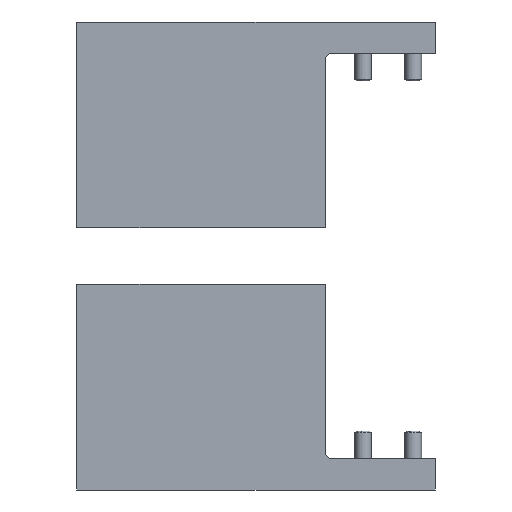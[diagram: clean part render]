
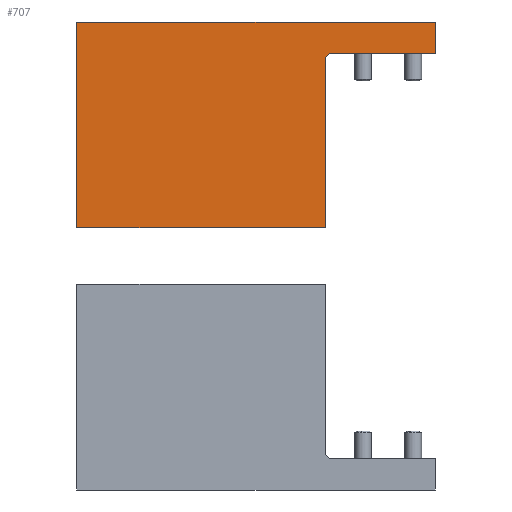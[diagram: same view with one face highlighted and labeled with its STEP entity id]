
A CAD part, left-side view. The second image highlights one B-rep face of the part: STEP entity #707.
In plain terms, the highlighted planar face has unit normal (-1, 0, 0).
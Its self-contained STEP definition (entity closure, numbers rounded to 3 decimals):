
#159=ORIENTED_EDGE('',*,*,#284,.F.);
#160=ORIENTED_EDGE('',*,*,#309,.F.);
#161=ORIENTED_EDGE('',*,*,#306,.F.);
#162=ORIENTED_EDGE('',*,*,#303,.F.);
#163=ORIENTED_EDGE('',*,*,#300,.F.);
#164=ORIENTED_EDGE('',*,*,#295,.F.);
#165=ORIENTED_EDGE('',*,*,#290,.F.);
#284=EDGE_CURVE('',#367,#368,#428,.T.);
#290=EDGE_CURVE('',#368,#373,#432,.T.);
#295=EDGE_CURVE('',#373,#377,#435,.T.);
#300=EDGE_CURVE('',#377,#381,#438,.T.);
#303=EDGE_CURVE('',#381,#383,#441,.T.);
#306=EDGE_CURVE('',#383,#385,#444,.T.);
#309=EDGE_CURVE('',#385,#367,#447,.T.);
#367=VERTEX_POINT('',#1114);
#368=VERTEX_POINT('',#1115);
#373=VERTEX_POINT('',#1127);
#377=VERTEX_POINT('',#1137);
#381=VERTEX_POINT('',#1147);
#383=VERTEX_POINT('',#1153);
#385=VERTEX_POINT('',#1159);
#428=LINE('',#1113,#467);
#432=LINE('',#1126,#471);
#435=LINE('',#1136,#474);
#438=LINE('',#1146,#477);
#441=LINE('',#1152,#480);
#444=LINE('',#1158,#483);
#447=LINE('',#1164,#486);
#467=VECTOR('',#880,1000.);
#471=VECTOR('',#890,1000.);
#474=VECTOR('',#899,1000.);
#477=VECTOR('',#908,1000.);
#480=VECTOR('',#913,1000.);
#483=VECTOR('',#918,1000.);
#486=VECTOR('',#923,1000.);
#520=EDGE_LOOP('',(#159,#160,#161,#162,#163,#164,#165));
#601=FACE_BOUND('',#520,.T.);
#679=PLANE('',#793);
#707=ADVANCED_FACE('',(#601),#679,.F.);
#793=AXIS2_PLACEMENT_3D('',#1167,#927,#928);
#880=DIRECTION('',(0.,0.,1.));
#890=DIRECTION('',(0.,-1.,0.));
#899=DIRECTION('',(0.,0.,-1.));
#908=DIRECTION('',(0.,1.,0.));
#913=DIRECTION('',(0.,0.707,-0.707));
#918=DIRECTION('',(0.,0.,-1.));
#923=DIRECTION('',(0.,1.,0.));
#927=DIRECTION('',(1.,0.,0.));
#928=DIRECTION('',(0.,0.,-1.));
#1113=CARTESIAN_POINT('',(-20.,171.5,-98.5));
#1114=CARTESIAN_POINT('',(-20.,171.5,-98.5));
#1115=CARTESIAN_POINT('',(-20.,171.5,0.));
#1126=CARTESIAN_POINT('',(-20.,171.5,0.));
#1127=CARTESIAN_POINT('',(-20.,0.,0.));
#1136=CARTESIAN_POINT('',(-20.,0.,0.));
#1137=CARTESIAN_POINT('',(-20.,0.,-15.));
#1146=CARTESIAN_POINT('',(-20.,0.,-15.));
#1147=CARTESIAN_POINT('',(-20.,50.5,-15.));
#1152=CARTESIAN_POINT('',(-20.,50.5,-15.));
#1153=CARTESIAN_POINT('',(-20.,52.5,-17.));
#1158=CARTESIAN_POINT('',(-20.,52.5,-17.));
#1159=CARTESIAN_POINT('',(-20.,52.5,-98.5));
#1164=CARTESIAN_POINT('',(-20.,52.5,-98.5));
#1167=CARTESIAN_POINT('',(-20.,0.,0.));
